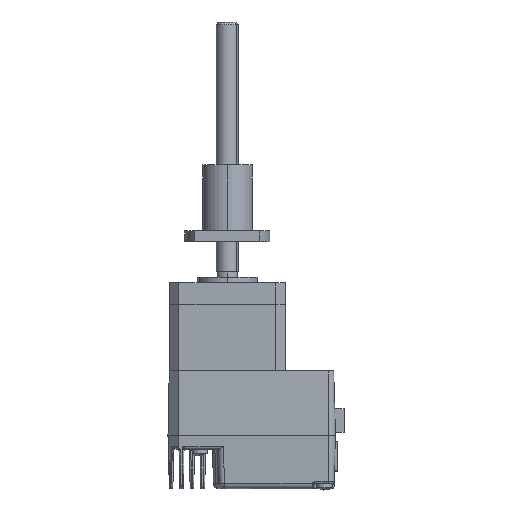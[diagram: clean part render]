
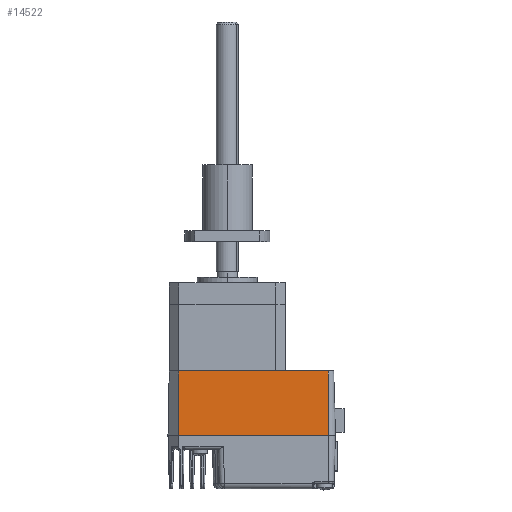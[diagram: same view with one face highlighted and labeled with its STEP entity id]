
A CAD part, top view. The second image highlights one B-rep face of the part: STEP entity #14522.
In plain terms, the highlighted planar face has unit normal (0, 0.026, 1).
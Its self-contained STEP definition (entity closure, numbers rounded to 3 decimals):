
#33 = CARTESIAN_POINT ( 'NONE',  ( -14.081, -50.908, 75.65 ) ) ;
#426 = DIRECTION ( 'NONE',  ( -0.011, -1., 0.026 ) ) ;
#602 = VECTOR ( 'NONE', #426, 1000. ) ;
#1369 = ORIENTED_EDGE ( 'NONE', *, *, #6385, .T. ) ;
#1860 = EDGE_CURVE ( 'NONE', #14486, #16395, #9499, .T. ) ;
#2398 = LINE ( 'NONE', #8773, #602 ) ;
#2428 = CARTESIAN_POINT ( 'NONE',  ( 40.319, -74.408, 76.265 ) ) ;
#2888 = AXIS2_PLACEMENT_3D ( 'NONE', #8955, #13269, #11906 ) ;
#2912 = LINE ( 'NONE', #15536, #7316 ) ;
#3996 = VECTOR ( 'NONE', #16626, 1000. ) ;
#5608 = DIRECTION ( 'NONE',  ( 1., 0., 0. ) ) ;
#5816 = CARTESIAN_POINT ( 'NONE',  ( -14.081, -50.908, 75.65 ) ) ;
#6385 = EDGE_CURVE ( 'NONE', #9259, #14486, #11934, .T. ) ;
#6910 = ORIENTED_EDGE ( 'NONE', *, *, #16096, .T. ) ;
#7316 = VECTOR ( 'NONE', #5608, 1000. ) ;
#7992 = EDGE_CURVE ( 'NONE', #16395, #13898, #2398, .T. ) ;
#8773 = CARTESIAN_POINT ( 'NONE',  ( -14.081, -50.908, 75.65 ) ) ;
#8955 = CARTESIAN_POINT ( 'NONE',  ( -14.081, -50.908, 75.65 ) ) ;
#9011 = CARTESIAN_POINT ( 'NONE',  ( 40.319, -50.908, 75.65 ) ) ;
#9200 = EDGE_LOOP ( 'NONE', ( #16831, #12235, #6910, #1369 ) ) ;
#9259 = VERTEX_POINT ( 'NONE', #2428 ) ;
#9427 = CARTESIAN_POINT ( 'NONE',  ( 40.319, -50.908, 75.65 ) ) ;
#9499 = LINE ( 'NONE', #5816, #14110 ) ;
#11906 = DIRECTION ( 'NONE',  ( 0., -1., 0.026 ) ) ;
#11934 = LINE ( 'NONE', #9427, #3996 ) ;
#12235 = ORIENTED_EDGE ( 'NONE', *, *, #7992, .T. ) ;
#12744 = CARTESIAN_POINT ( 'NONE',  ( -14.336, -74.408, 76.265 ) ) ;
#12879 = FACE_OUTER_BOUND ( 'NONE', #9200, .T. ) ;
#13208 = PLANE ( 'NONE',  #2888 ) ;
#13269 = DIRECTION ( 'NONE',  ( 0., 0.026, 1. ) ) ;
#13898 = VERTEX_POINT ( 'NONE', #12744 ) ;
#14110 = VECTOR ( 'NONE', #17097, 1000. ) ;
#14486 = VERTEX_POINT ( 'NONE', #9011 ) ;
#14522 = ADVANCED_FACE ( 'NONE', ( #12879 ), #13208, .T. ) ;
#15536 = CARTESIAN_POINT ( 'NONE',  ( -14.081, -74.408, 76.265 ) ) ;
#16096 = EDGE_CURVE ( 'NONE', #13898, #9259, #2912, .T. ) ;
#16395 = VERTEX_POINT ( 'NONE', #33 ) ;
#16626 = DIRECTION ( 'NONE',  ( 0., 1., -0.026 ) ) ;
#16831 = ORIENTED_EDGE ( 'NONE', *, *, #1860, .T. ) ;
#17097 = DIRECTION ( 'NONE',  ( -1., 0., 0. ) ) ;
